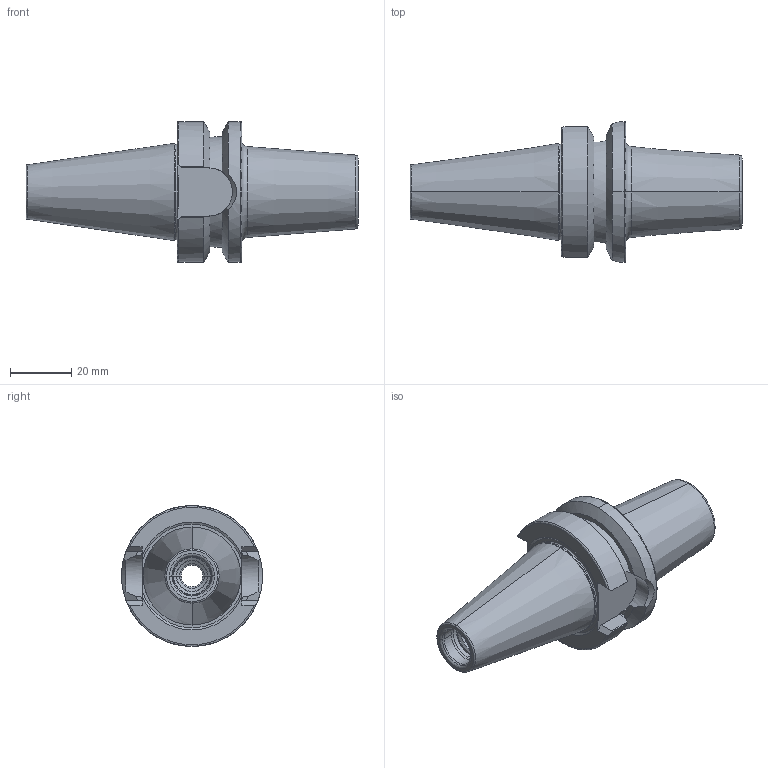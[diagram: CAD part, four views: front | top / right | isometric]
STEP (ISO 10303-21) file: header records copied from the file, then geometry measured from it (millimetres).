
FILE_DESCRIPTION((''),'2;1');
FILE_NAME('CBT30-SFH9_525-60','2020-02-25T10:06:18',('eos'),(''),'CREO PARAMETRIC BY PTC INC, 2018500','CREO PARAMETRIC BY PTC INC, 2018500','');
FILE_SCHEMA(('CONFIG_CONTROL_DESIGN'));
Length unit declared in the file: millimetre
Products named in the file (1): CBT30-SFH9_525-60
Bounding box: 108.4 x 46 x 46 mm (x, y, z)
Volume: 67090.6 mm3; surface area: 17514.6 mm2
Topology: 1 solids, 3 shells, 104 faces, 258 edges, 162 vertices
Faces by surface type: cylinder 32, plane 28, cone 26, torus 18
Entity records: 3241 total; most frequent: CARTESIAN_POINT 697, DIRECTION 550, ORIENTED_EDGE 508, EDGE_CURVE 258, AXIS2_PLACEMENT_3D 227, VERTEX_POINT 162, CIRCLE 122, EDGE_LOOP 112
